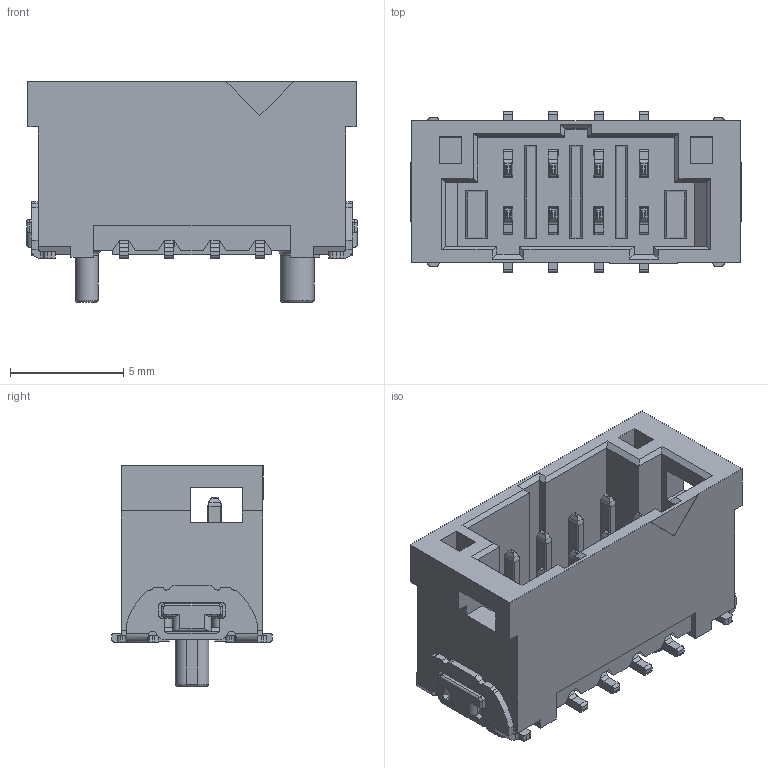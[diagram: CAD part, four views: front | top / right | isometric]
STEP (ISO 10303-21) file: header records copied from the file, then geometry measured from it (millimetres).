
FILE_DESCRIPTION( ('This file contains a STEP AP42 implementation' ,'as created by ZW3D STEP Interface translator.') ,'2;1' );
FILE_NAME( '3918-PXX-2MXXWDXR1.stp' ,'23 9 5.162752', (''), ('ZWCAD Software Co.'), 'Version 1.0', 'ZW3D to STEP translator', '' );
FILE_SCHEMA(('AUTOMOTIVE_DESIGN { 1 0 10303 214 1 1 1 1 }'));
Length unit declared in the file: millimetre
Products named in the file (2): 0; M-邧齬180僅SMT
Bounding box: 14.6 x 7.1 x 9.75 mm (x, y, z)
Volume: 351.7 mm3; surface area: 1028.4 mm2
Topology: 4 solids, 5 shells, 1207 faces, 3454 edges, 2174 vertices
Faces by surface type: plane 800, cylinder 343, bspline 64
Full cylindrical faces by diameter (mm): 1.5 x1
Entity records: 41246 total; most frequent: CARTESIAN_POINT 8318, ORIENTED_EDGE 6980, DIRECTION 6267, EDGE_CURVE 3454, VECTOR 2569, LINE 2569, VERTEX_POINT 2174, AXIS2_PLACEMENT_3D 1849
